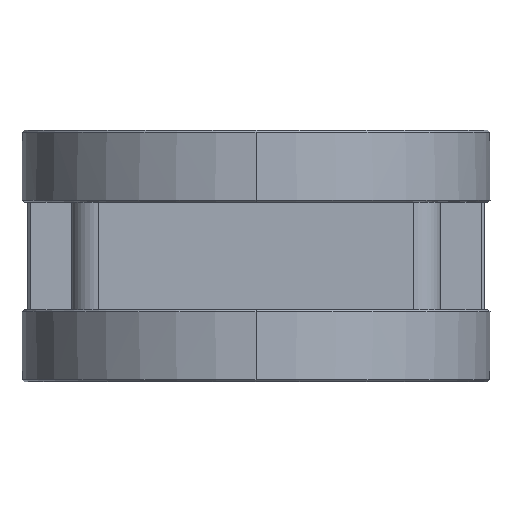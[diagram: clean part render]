
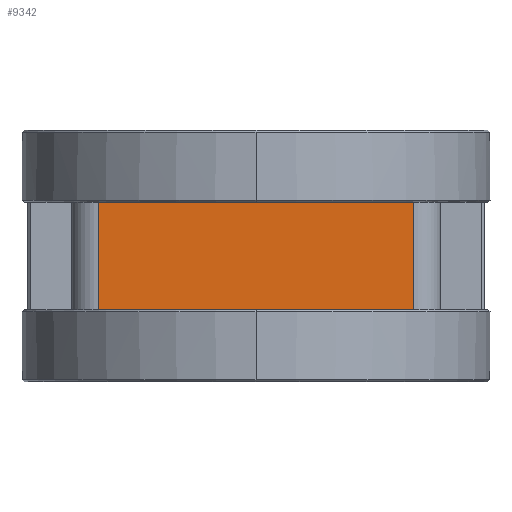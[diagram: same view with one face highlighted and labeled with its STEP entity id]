
A CAD part, front view. The second image highlights one B-rep face of the part: STEP entity #9342.
In plain terms, the highlighted planar face has unit normal (0, -1, 0).
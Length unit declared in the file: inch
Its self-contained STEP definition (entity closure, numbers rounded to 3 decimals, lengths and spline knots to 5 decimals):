
#18=DIRECTION('',(1.,0.,0.));
#19=VECTOR('',#18,0.07648);
#20=CARTESIAN_POINT('',(1.42352,-1.697,-0.5125));
#21=LINE('',#20,#19);
#27=DIRECTION('',(1.,0.,0.));
#28=VECTOR('',#27,0.07648);
#29=CARTESIAN_POINT('',(-1.5,-1.697,-0.5125));
#30=LINE('',#29,#28);
#1055=DIRECTION('',(1.,0.,0.));
#1056=VECTOR('',#1055,0.26871);
#1057=CARTESIAN_POINT('',(0.55983,-1.697,-0.5125));
#1058=LINE('',#1057,#1056);
#1059=DIRECTION('',(1.,0.,0.));
#1060=VECTOR('',#1059,1.11966);
#1061=CARTESIAN_POINT('',(-0.55983,-1.697,-0.5125));
#1062=LINE('',#1061,#1060);
#1063=DIRECTION('',(1.,0.,0.));
#1064=VECTOR('',#1063,0.26871);
#1065=CARTESIAN_POINT('',(-0.82854,-1.697,-0.5125));
#1066=LINE('',#1065,#1064);
#1067=DIRECTION('',(1.,0.,0.));
#1068=VECTOR('',#1067,0.59498);
#1069=CARTESIAN_POINT('',(-1.42352,-1.697,-0.5125));
#1070=LINE('',#1069,#1068);
#1071=DIRECTION('',(0.,0.,-1.));
#1072=VECTOR('',#1071,1.025);
#1073=CARTESIAN_POINT('',(-1.5,-1.697,0.5125));
#1074=LINE('',#1073,#1072);
#1075=DIRECTION('',(1.,0.,0.));
#1076=VECTOR('',#1075,0.59498);
#1077=CARTESIAN_POINT('',(-1.42352,-1.697,0.5125));
#1078=LINE('',#1077,#1076);
#1079=DIRECTION('',(-1.,0.,0.));
#1080=VECTOR('',#1079,0.26871);
#1081=CARTESIAN_POINT('',(-0.55983,-1.697,0.5125));
#1082=LINE('',#1081,#1080);
#1083=DIRECTION('',(1.,0.,0.));
#1084=VECTOR('',#1083,1.11966);
#1085=CARTESIAN_POINT('',(-0.55983,-1.697,0.5125));
#1086=LINE('',#1085,#1084);
#1087=DIRECTION('',(-1.,0.,0.));
#1088=VECTOR('',#1087,0.26871);
#1089=CARTESIAN_POINT('',(0.82854,-1.697,0.5125));
#1090=LINE('',#1089,#1088);
#1091=DIRECTION('',(1.,0.,0.));
#1092=VECTOR('',#1091,0.59498);
#1093=CARTESIAN_POINT('',(0.82854,-1.697,0.5125));
#1094=LINE('',#1093,#1092);
#1095=DIRECTION('',(0.,0.,-1.));
#1096=VECTOR('',#1095,1.025);
#1097=CARTESIAN_POINT('',(1.5,-1.697,0.5125));
#1098=LINE('',#1097,#1096);
#1099=DIRECTION('',(1.,0.,0.));
#1100=VECTOR('',#1099,0.59498);
#1101=CARTESIAN_POINT('',(0.82854,-1.697,-0.5125));
#1102=LINE('',#1101,#1100);
#1207=DIRECTION('',(-1.,0.,0.));
#1208=VECTOR('',#1207,0.07648);
#1209=CARTESIAN_POINT('',(1.5,-1.697,0.5125));
#1210=LINE('',#1209,#1208);
#1234=DIRECTION('',(-1.,0.,0.));
#1235=VECTOR('',#1234,0.07648);
#1236=CARTESIAN_POINT('',(-1.42352,-1.697,0.5125));
#1237=LINE('',#1236,#1235);
#6562=CARTESIAN_POINT('',(1.5,-1.697,-0.5125));
#6564=VERTEX_POINT('',#6562);
#6565=CARTESIAN_POINT('',(1.5,-1.697,0.5125));
#6566=VERTEX_POINT('',#6565);
#6569=CARTESIAN_POINT('',(-1.5,-1.697,-0.5125));
#6571=VERTEX_POINT('',#6569);
#6575=CARTESIAN_POINT('',(-1.5,-1.697,0.5125));
#6576=VERTEX_POINT('',#6575);
#7085=CARTESIAN_POINT('',(1.42352,-1.697,0.5125));
#7087=VERTEX_POINT('',#7085);
#7089=CARTESIAN_POINT('',(-1.42352,-1.697,0.5125));
#7090=VERTEX_POINT('',#7089);
#7123=CARTESIAN_POINT('',(1.42352,-1.697,-0.5125));
#7125=VERTEX_POINT('',#7123);
#7127=CARTESIAN_POINT('',(-1.42352,-1.697,-0.5125));
#7128=VERTEX_POINT('',#7127);
#7233=CARTESIAN_POINT('',(-0.82854,-1.697,0.5125));
#7234=CARTESIAN_POINT('',(-0.55983,-1.697,0.5125));
#7235=VERTEX_POINT('',#7233);
#7236=VERTEX_POINT('',#7234);
#7249=CARTESIAN_POINT('',(0.55983,-1.697,0.5125));
#7250=CARTESIAN_POINT('',(0.82854,-1.697,0.5125));
#7251=VERTEX_POINT('',#7249);
#7252=VERTEX_POINT('',#7250);
#7353=CARTESIAN_POINT('',(-0.82854,-1.697,-0.5125));
#7354=CARTESIAN_POINT('',(-0.55983,-1.697,-0.5125));
#7355=VERTEX_POINT('',#7353);
#7356=VERTEX_POINT('',#7354);
#7369=CARTESIAN_POINT('',(0.55983,-1.697,-0.5125));
#7370=CARTESIAN_POINT('',(0.82854,-1.697,-0.5125));
#7371=VERTEX_POINT('',#7369);
#7372=VERTEX_POINT('',#7370);
#9312=CARTESIAN_POINT('',(-1.76,-1.697,-0.5125));
#9313=DIRECTION('',(0.,-1.,0.));
#9314=DIRECTION('',(1.,0.,0.));
#9315=AXIS2_PLACEMENT_3D('',#9312,#9313,#9314);
#9316=PLANE('',#9315);
#9318=ORIENTED_EDGE('',*,*,#9317,.F.);
#9319=ORIENTED_EDGE('',*,*,#8250,.F.);
#9321=ORIENTED_EDGE('',*,*,#9320,.F.);
#9322=ORIENTED_EDGE('',*,*,#8246,.F.);
#9323=ORIENTED_EDGE('',*,*,#8134,.F.);
#9325=ORIENTED_EDGE('',*,*,#9324,.F.);
#9327=ORIENTED_EDGE('',*,*,#9326,.F.);
#9328=ORIENTED_EDGE('',*,*,#9068,.T.);
#9330=ORIENTED_EDGE('',*,*,#9329,.F.);
#9331=ORIENTED_EDGE('',*,*,#9064,.T.);
#9332=ORIENTED_EDGE('',*,*,#9268,.F.);
#9333=ORIENTED_EDGE('',*,*,#9073,.T.);
#9335=ORIENTED_EDGE('',*,*,#9334,.F.);
#9337=ORIENTED_EDGE('',*,*,#9336,.T.);
#9338=ORIENTED_EDGE('',*,*,#8122,.F.);
#9339=ORIENTED_EDGE('',*,*,#8240,.F.);
#9340=EDGE_LOOP('',(#9318,#9319,#9321,#9322,#9323,#9325,#9327,#9328,#9330,#9331,
#9332,#9333,#9335,#9337,#9338,#9339));
#9341=FACE_OUTER_BOUND('',#9340,.F.);
#9342=ADVANCED_FACE('',(#9341),#9316,.T.);
#8122=EDGE_CURVE('',#7125,#6564,#21,.T.);
#8134=EDGE_CURVE('',#6571,#7128,#30,.T.);
#8240=EDGE_CURVE('',#7372,#7125,#1102,.T.);
#8246=EDGE_CURVE('',#7128,#7355,#1070,.T.);
#8250=EDGE_CURVE('',#7356,#7371,#1062,.T.);
#9064=EDGE_CURVE('',#7236,#7251,#1086,.T.);
#9068=EDGE_CURVE('',#7090,#7235,#1078,.T.);
#9073=EDGE_CURVE('',#7252,#7087,#1094,.T.);
#9268=EDGE_CURVE('',#7252,#7251,#1090,.T.);
#9317=EDGE_CURVE('',#7371,#7372,#1058,.T.);
#9320=EDGE_CURVE('',#7355,#7356,#1066,.T.);
#9324=EDGE_CURVE('',#6576,#6571,#1074,.T.);
#9326=EDGE_CURVE('',#7090,#6576,#1237,.T.);
#9329=EDGE_CURVE('',#7236,#7235,#1082,.T.);
#9334=EDGE_CURVE('',#6566,#7087,#1210,.T.);
#9336=EDGE_CURVE('',#6566,#6564,#1098,.T.);
